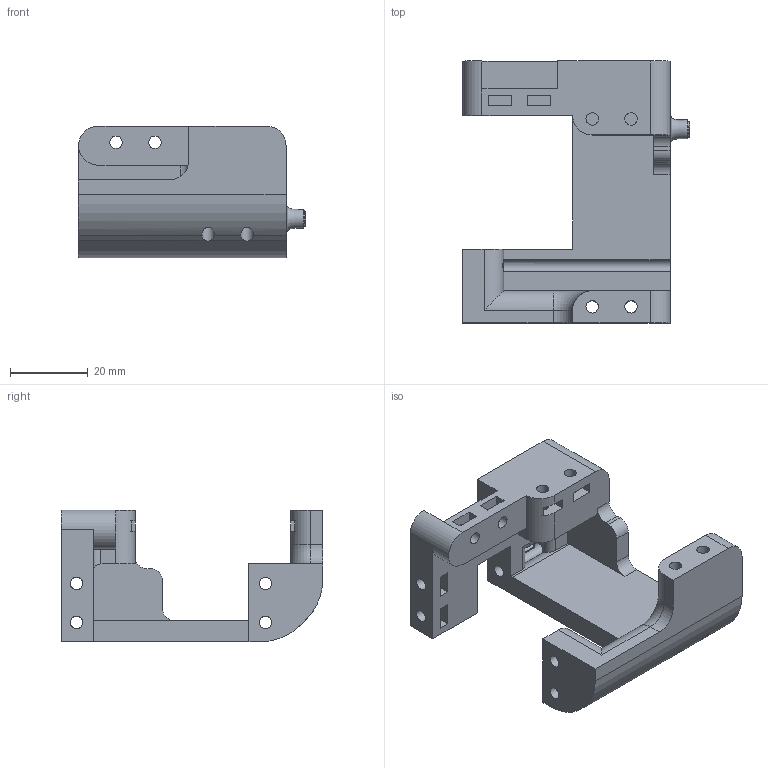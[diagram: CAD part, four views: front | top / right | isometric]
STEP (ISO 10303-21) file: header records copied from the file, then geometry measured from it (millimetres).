
FILE_DESCRIPTION(/* description */ (''),/* implementation_level */ '2;1');
FILE_NAME(/* name */ '5f1a6067b9fe9c131d379fdb',/* time_stamp */ '2020-07-24T04:15:35+00:00',/* author */ (''),/* organization */ (''),/* preprocessor_version */ 'ST-DEVELOPER v16.7',/* originating_system */ $,/* authorisation */ $);
FILE_SCHEMA (('AUTOMOTIVE_DESIGN {1 0 10303 214 3 1 1}'));
Length unit declared in the file: metre
Products named in the file (1): Left_Hip_Joint
Bounding box: 58.3 x 67.25 x 33.8 mm (x, y, z)
Volume: 33585.1 mm3; surface area: 16647.9 mm2
Topology: 1 solids, 1 shells, 141 faces, 419 edges, 280 vertices
Faces by surface type: plane 91, cylinder 46, torus 2, cone 1, bspline 1
Full cylindrical faces by diameter (mm): 3.2 x21
Entity records: 4786 total; most frequent: CARTESIAN_POINT 1064, ORIENTED_EDGE 746, DIRECTION 731, EDGE_CURVE 373, VERTEX_POINT 260, LINE 255, VECTOR 255, AXIS2_PLACEMENT_3D 238
